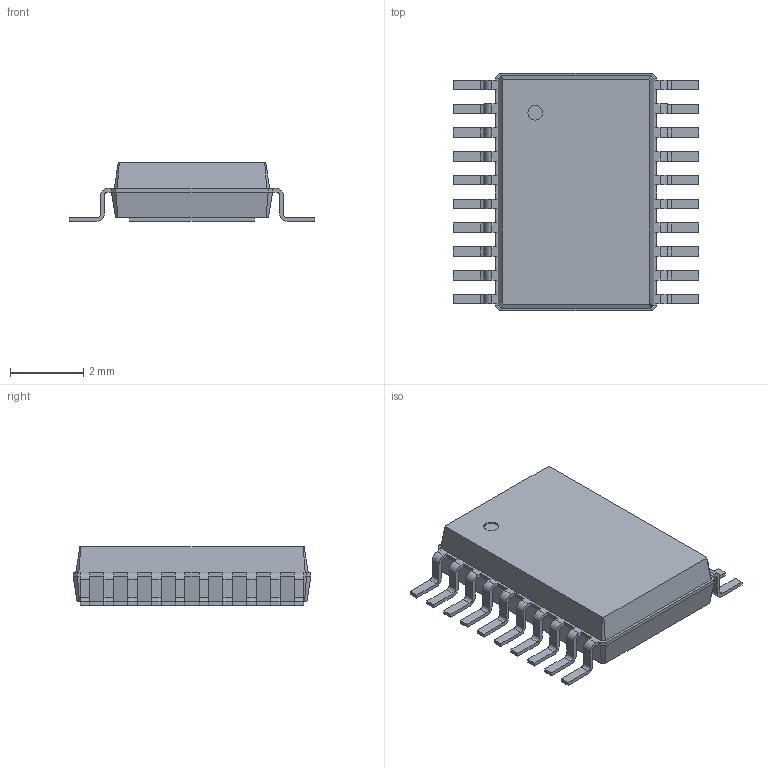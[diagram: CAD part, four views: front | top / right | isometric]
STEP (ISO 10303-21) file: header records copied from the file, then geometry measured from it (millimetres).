
FILE_DESCRIPTION(/* description */ ('model of HTSSOP-20-1EP_4.4x6.5mm_P0.65mm_EP3.4x6.5mm_Mask2.75x3.43mm'),/* implementation_level */ '2;1');
FILE_NAME(/* name */ 'HTSSOP-20-1EP_4.4x6.5mm_P0.65mm_EP3.4x6.5mm_Mask2.75x3.43mm.step',/* time_stamp */ '2018-11-03T20:26:10',/* author */ ('kicad StepUp','ksu'),/* organization */ ('FreeCAD'),/* preprocessor_version */ 'OCC',/* originating_system */ 'kicad StepUp',/* authorisation */ '');
FILE_SCHEMA(('AUTOMOTIVE_DESIGN { 1 0 10303 214 1 1 1 1 }'));
Length unit declared in the file: millimetre
Products named in the file (1): HTSSOP_20_1EP_44x65mm_P065mm_EP34x65mm_Mask275x343mm
Bounding box: 6.72 x 6.5 x 1.6 mm (x, y, z)
Volume: 43.1 mm3; surface area: 112.6 mm2
Topology: 1 solids, 1 shells, 341 faces, 907 edges, 570 vertices
Faces by surface type: plane 216, cylinder 81, bspline 44
Full cylindrical faces by diameter (mm): 0.4 x1
Entity records: 6732 total; most frequent: ORIENTED_EDGE 1567, EDGE_CURVE 907, CARTESIAN_POINT 773, LINE 573, VERTEX_POINT 570, AXIS2_PLACEMENT_3D 399, FACE_BOUND 343, EDGE_LOOP 343
